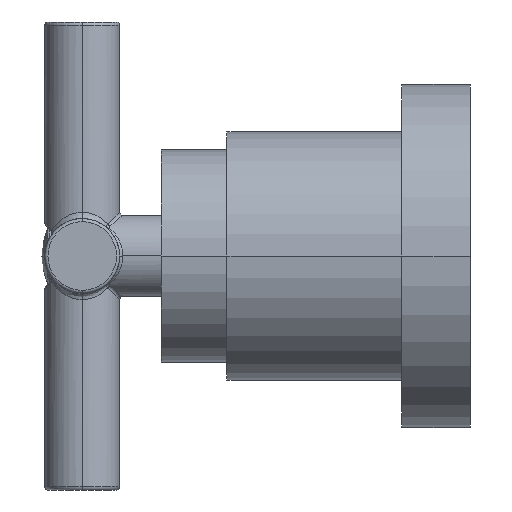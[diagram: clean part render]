
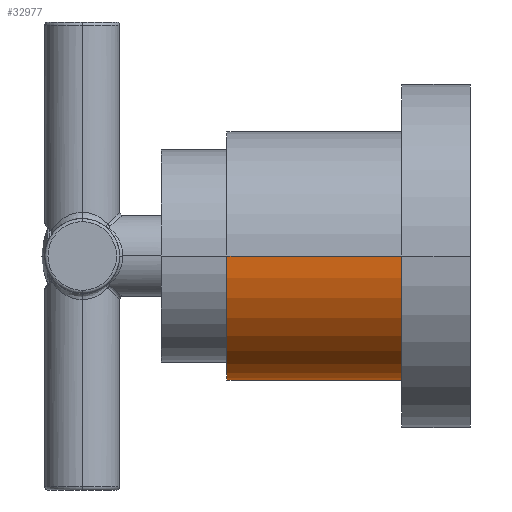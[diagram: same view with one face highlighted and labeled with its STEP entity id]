
A CAD part, left-side view. The second image highlights one B-rep face of the part: STEP entity #32977.
In plain terms, the highlighted cylindrical face has radius 19.9 mm (diameter 39.8 mm), a partial arc.
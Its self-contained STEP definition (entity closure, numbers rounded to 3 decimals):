
#23976=CARTESIAN_POINT('',(-150.,102.7,0.));
#23977=DIRECTION('',(0.,1.,0.));
#23978=DIRECTION('',(1.,0.,0.));
#23979=AXIS2_PLACEMENT_3D('',#23976,#23977,#23978);
#23996=DIRECTION('',(0.,1.,0.));
#23997=VECTOR('',#23996,28.);
#23998=CARTESIAN_POINT('',(-130.1,74.7,0.));
#23999=LINE('',#23998,#23997);
#24000=DIRECTION('',(0.,1.,0.));
#24001=VECTOR('',#24000,28.);
#24002=CARTESIAN_POINT('',(-169.9,74.7,0.));
#24003=LINE('',#24002,#24001);
#24019=CARTESIAN_POINT('',(-150.,74.7,0.));
#24020=DIRECTION('',(0.,-1.,0.));
#24021=DIRECTION('',(-1.,0.,0.));
#24022=AXIS2_PLACEMENT_3D('',#24019,#24020,#24021);
#26673=CARTESIAN_POINT('',(-130.1,102.7,0.));
#26674=CARTESIAN_POINT('',(-169.9,102.7,0.));
#26675=VERTEX_POINT('',#26673);
#26676=VERTEX_POINT('',#26674);
#26681=CARTESIAN_POINT('',(-130.1,74.7,0.));
#26682=CARTESIAN_POINT('',(-169.9,74.7,0.));
#26683=VERTEX_POINT('',#26681);
#26684=VERTEX_POINT('',#26682);
#32963=CARTESIAN_POINT('',(-150.,104.2,0.));
#32964=DIRECTION('',(0.,-1.,0.));
#32965=DIRECTION('',(-1.,0.,0.));
#32966=AXIS2_PLACEMENT_3D('',#32963,#32964,#32965);
#32967=CYLINDRICAL_SURFACE('',#32966,19.9);
#32969=ORIENTED_EDGE('',*,*,#32968,.T.);
#32971=ORIENTED_EDGE('',*,*,#32970,.T.);
#32972=ORIENTED_EDGE('',*,*,#32944,.T.);
#32974=ORIENTED_EDGE('',*,*,#32973,.F.);
#32975=EDGE_LOOP('',(#32969,#32971,#32972,#32974));
#32976=FACE_OUTER_BOUND('',#32975,.F.);
#32977=ADVANCED_FACE('',(#32976),#32967,.T.);
#23980=CIRCLE('',#23979,19.9);
#24023=CIRCLE('',#24022,19.9);
#32944=EDGE_CURVE('',#26675,#26676,#23980,.T.);
#32968=EDGE_CURVE('',#26684,#26683,#24023,.T.);
#32970=EDGE_CURVE('',#26683,#26675,#23999,.T.);
#32973=EDGE_CURVE('',#26684,#26676,#24003,.T.);
